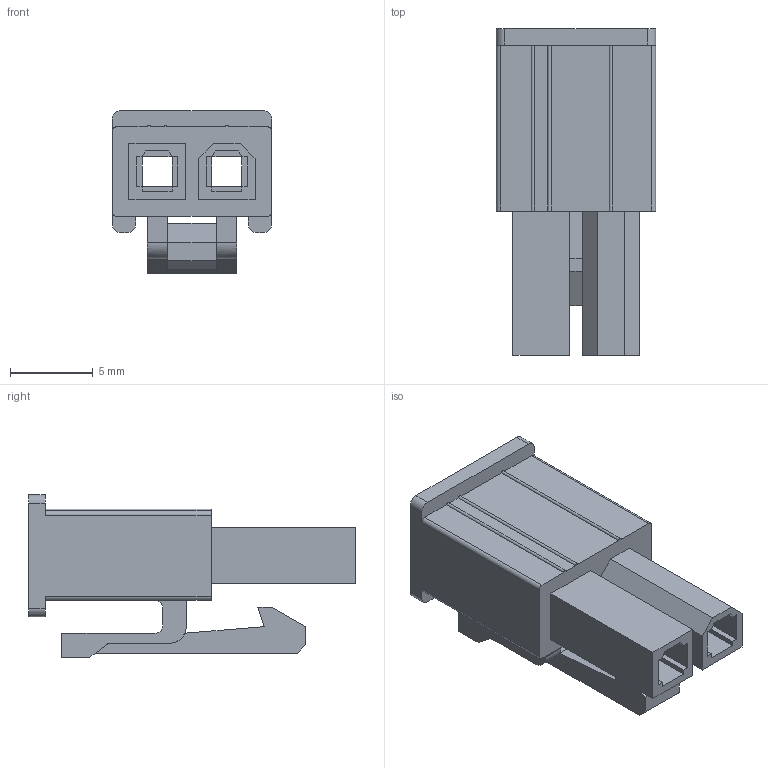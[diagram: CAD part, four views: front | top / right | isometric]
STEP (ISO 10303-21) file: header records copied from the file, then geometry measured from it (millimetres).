
FILE_DESCRIPTION((''),'2;1');
FILE_NAME('FHG42003-S03M2TB','2025-05-16T',('工程三'),(''),'PRO/ENGINEER BY PARAMETRIC TECHNOLOGY CORPORATION, 2010280','PRO/ENGINEER BY PARAMETRIC TECHNOLOGY CORPORATION, 2010280','');
FILE_SCHEMA(('CONFIG_CONTROL_DESIGN'));
Length unit declared in the file: millimetre
Products named in the file (1): FHG42003-S03M2TB
Bounding box: 9.6 x 19.7 x 9.8 mm (x, y, z)
Volume: 513.4 mm3; surface area: 1343.1 mm2
Topology: 1 solids, 1 shells, 151 faces, 413 edges, 266 vertices
Faces by surface type: plane 132, cylinder 19
Entity records: 4733 total; most frequent: CARTESIAN_POINT 830, ORIENTED_EDGE 826, DIRECTION 755, EDGE_CURVE 413, VECTOR 373, LINE 373, VERTEX_POINT 266, AXIS2_PLACEMENT_3D 191
